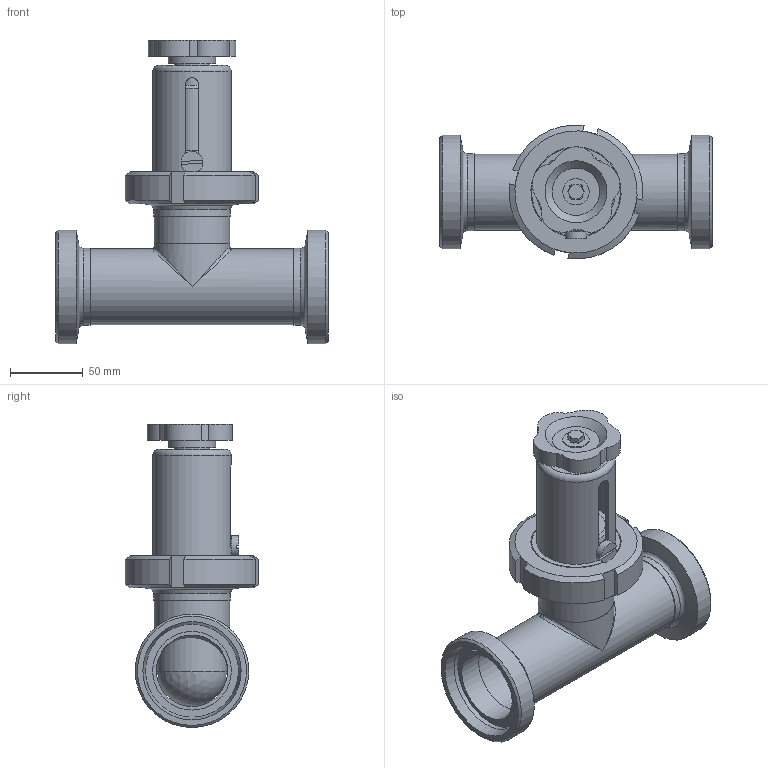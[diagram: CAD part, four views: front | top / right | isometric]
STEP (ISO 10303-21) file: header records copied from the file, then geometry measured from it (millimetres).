
FILE_DESCRIPTION((''),'2;1');
FILE_NAME('65200050X201.stp','2010-09-10T09:32:10',('Creator'),(''),'Autodesk Inventor 2010','Autodesk Inventor 2010','');
FILE_SCHEMA(('AUTOMOTIVE_DESIGN { 1 0 10303 214 1 1 1 1 }'));
Length unit declared in the file: millimetre
Products named in the file (1): 65200050X201
Bounding box: 187 x 91.89 x 208.2 mm (x, y, z)
Surface area: 200706.1 mm2 (no closed solid volume)
Topology: 0 solids, 16 shells, 209 faces, 438 edges, 270 vertices
Faces by surface type: plane 94, cylinder 66, cone 35, bspline 12, torus 1, sphere 1
Full cylindrical faces by diameter (mm): 4.134 x2, 4.917 x1, 5.459 x1, 6 x2, 6.2 x1, 8 x1, 8.7 x1, 12 x1, 12.1 x1, 14.9 x1, 15 x2, 16 x1, 18 x1, 20 x2, 25 x4, 32.5 x1, 40 x2, 48 x1, 48.5 x2, 49 x6, 52 x3, 53 x3, 54 x4, 54.8 x1, 61 x1, 62 x1, 63.8 x3, 74.19 x1, 78 x3, 78.4 x1
Entity records: 6413 total; most frequent: CARTESIAN_POINT 2322, DIRECTION 850, ORIENTED_EDGE 666, AXIS2_PLACEMENT_3D 378, EDGE_LOOP 342, EDGE_CURVE 333, VERTEX_POINT 259, FACE_OUTER_BOUND 209
